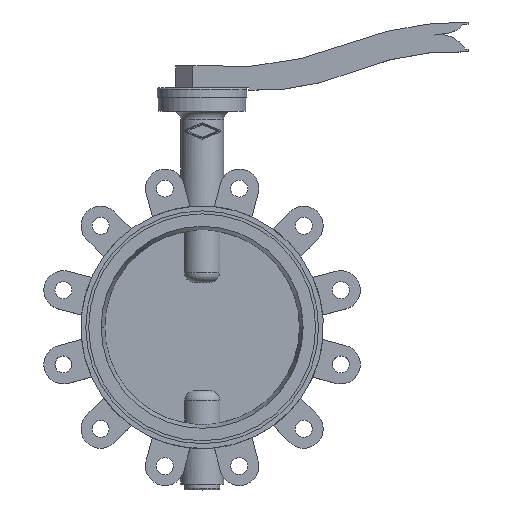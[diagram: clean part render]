
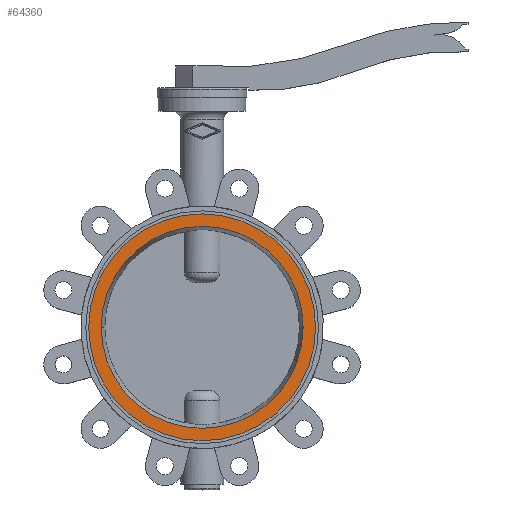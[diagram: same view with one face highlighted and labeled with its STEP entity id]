
A CAD part, top view. The second image highlights one B-rep face of the part: STEP entity #64360.
In plain terms, the highlighted planar face has unit normal (0, 0, 1).
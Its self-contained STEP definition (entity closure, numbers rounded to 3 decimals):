
#12670=CARTESIAN_POINT('',(103.714,0.,-1.));
#12680=VERTEX_POINT('',#12670);
#13160=CARTESIAN_POINT('',(-103.714,0.,
-1.));
#13170=VERTEX_POINT('',#13160);
#13200=CARTESIAN_POINT('',(0.,0.,-1.));
#13210=DIRECTION('',(0.,0.,1.));
#13220=DIRECTION('',(0.,1.,0.));
#13230=AXIS2_PLACEMENT_3D('',#13200,#13210,#13220);
#13240=CIRCLE('',#13230,103.714);
#13250=CARTESIAN_POINT('',(0.,103.714,-1.));
#13260=VERTEX_POINT('',#13250);
#13270=EDGE_CURVE('',#13260,#13170,#13240,.T.);
#13290=EDGE_CURVE('',#12680,#13260,#13240,.T.);
#13520=CARTESIAN_POINT('',(0.,116.5,-1.));
#13530=VERTEX_POINT('',#13520);
#13560=CARTESIAN_POINT('',(0.,0.,-1.));
#13570=DIRECTION('',(0.,0.,1.));
#13580=DIRECTION('',(0.,1.,0.));
#13590=AXIS2_PLACEMENT_3D('',#13560,#13570,#13580);
#13600=CIRCLE('',#13590,116.5);
#13610=CARTESIAN_POINT('',(0.,-116.5,-1.));
#13620=VERTEX_POINT('',#13610);
#13630=EDGE_CURVE('',#13530,#13620,#13600,.T.);
#64200=CARTESIAN_POINT('',(0.,110.107,-1.));
#64210=DIRECTION('',(0.,0.,1.));
#64220=DIRECTION('',(0.,1.,0.));
#64230=AXIS2_PLACEMENT_3D('',#64200,#64210,#64220);
#64240=PLANE('',#64230);
#64250=ORIENTED_EDGE('',*,*,#13270,.F.);
#64260=EDGE_CURVE('',#13170,#12680,#13240,.T.);
#64270=ORIENTED_EDGE('',*,*,#64260,.F.);
#64280=ORIENTED_EDGE('',*,*,#13290,.F.);
#64290=EDGE_LOOP('',(#64280,#64270,#64250));
#64300=FACE_BOUND('',#64290,.T.);
#64310=ORIENTED_EDGE('',*,*,#13630,.T.);
#64320=EDGE_CURVE('',#13620,#13530,#13600,.T.);
#64330=ORIENTED_EDGE('',*,*,#64320,.T.);
#64340=EDGE_LOOP('',(#64330,#64310));
#64350=FACE_OUTER_BOUND('',#64340,.T.);
#64360=ADVANCED_FACE('',(#64300,#64350),#64240,.T.);
